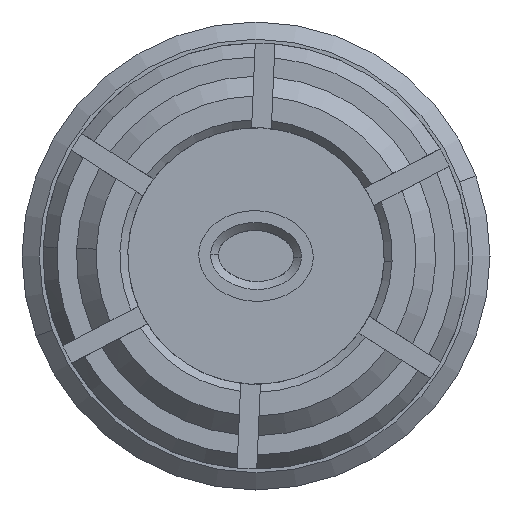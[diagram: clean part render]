
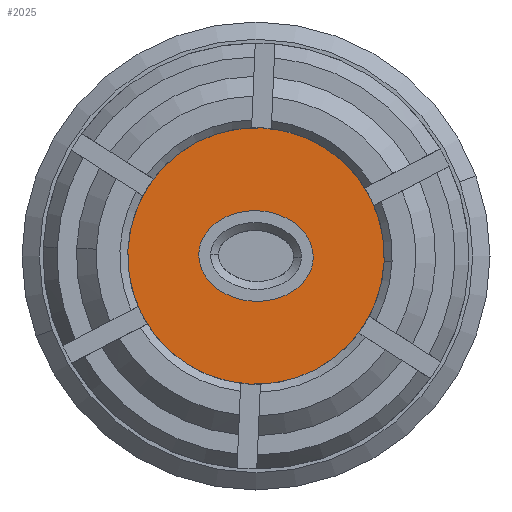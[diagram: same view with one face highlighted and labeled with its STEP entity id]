
A CAD part, left-side view. The second image highlights one B-rep face of the part: STEP entity #2025.
In plain terms, the highlighted planar face has unit normal (-1, 0, 0).
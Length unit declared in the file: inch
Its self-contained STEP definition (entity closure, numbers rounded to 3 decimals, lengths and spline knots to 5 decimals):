
#50 = VERTEX_POINT ( 'NONE', #3935 ) ;
#250 = CARTESIAN_POINT ( 'NONE',  ( 0.08721, -0.01449, -0.00062 ) ) ;
#282 = VERTEX_POINT ( 'NONE', #3914 ) ;
#457 = EDGE_CURVE ( 'NONE', #50, #3442, #2489, .T. ) ;
#746 = CARTESIAN_POINT ( 'NONE',  ( 0.08721, 0.01547, -0.02236 ) ) ;
#772 = DIRECTION ( 'NONE',  ( 0., -0.94, 0.342 ) ) ;
#805 = CARTESIAN_POINT ( 'NONE',  ( 0.08721, 0., 0. ) ) ;
#1174 = ORIENTED_EDGE ( 'NONE', *, *, #2700, .F. ) ;
#1411 = ORIENTED_EDGE ( 'NONE', *, *, #3082, .F. ) ;
#1496 = CARTESIAN_POINT ( 'NONE',  ( 0.08721, 0., 0. ) ) ;
#1498 = EDGE_LOOP ( 'NONE', ( #1411, #1174 ) ) ;
#1570 = FACE_BOUND ( 'NONE', #1498, .T. ) ;
#1695 = VERTEX_POINT ( 'NONE', #2813 ) ;
#1900 = AXIS2_PLACEMENT_3D ( 'NONE', #1496, #3985, #772 ) ;
#2007 = CARTESIAN_POINT ( 'NONE',  ( 0.08721, -0.01547, 0.02236 ) ) ;
#2025 = ADVANCED_FACE ( 'NONE', ( #1570, #3746 ), #4444, .T. ) ;
#2046 = CARTESIAN_POINT ( 'NONE',  ( 0.08721, 0.01449, 0.00062 ) ) ;
#2139 = ORIENTED_EDGE ( 'NONE', *, *, #3883, .F. ) ;
#2408 = ORIENTED_EDGE ( 'NONE', *, *, #457, .F. ) ;
#2489 = CIRCLE ( 'NONE', #1900, 0.0325 ) ;
#2602 =( BOUNDED_CURVE ( )  B_SPLINE_CURVE ( 3, ( #4307, #746, #2875, #4599 ),
 .UNSPECIFIED., .F., .T. ) 
 B_SPLINE_CURVE_WITH_KNOTS ( ( 4, 4 ),
 ( 0., 0.00104 ),
 .UNSPECIFIED. ) 
 CURVE ( )  GEOMETRIC_REPRESENTATION_ITEM ( )  RATIONAL_B_SPLINE_CURVE ( ( 1., 0.333, 0.333, 1. ) ) 
 REPRESENTATION_ITEM ( '' )  );
#2647 = DIRECTION ( 'NONE',  ( 0., 0.94, -0.342 ) ) ;
#2700 = EDGE_CURVE ( 'NONE', #1695, #282, #2602, .T. ) ;
#2742 = DIRECTION ( 'NONE',  ( 0., -0.94, 0.342 ) ) ;
#2748 =( BOUNDED_CURVE ( )  B_SPLINE_CURVE ( 3, ( #250, #2007, #3148, #2046 ),
 .UNSPECIFIED., .F., .T. ) 
 B_SPLINE_CURVE_WITH_KNOTS ( ( 4, 4 ),
 ( 0., 0.00104 ),
 .UNSPECIFIED. ) 
 CURVE ( )  GEOMETRIC_REPRESENTATION_ITEM ( )  RATIONAL_B_SPLINE_CURVE ( ( 1., 0.333, 0.333, 1. ) ) 
 REPRESENTATION_ITEM ( '' )  );
#2813 = CARTESIAN_POINT ( 'NONE',  ( 0.08721, 0.01449, 0.00062 ) ) ;
#2875 = CARTESIAN_POINT ( 'NONE',  ( 0.08721, -0.0135, -0.0236 ) ) ;
#3082 = EDGE_CURVE ( 'NONE', #282, #1695, #2748, .T. ) ;
#3144 = CARTESIAN_POINT ( 'NONE',  ( 0.08721, 0.03247, 0.00139 ) ) ;
#3148 = CARTESIAN_POINT ( 'NONE',  ( 0.08721, 0.0135, 0.0236 ) ) ;
#3330 = AXIS2_PLACEMENT_3D ( 'NONE', #4421, #3699, #2647 ) ;
#3442 = VERTEX_POINT ( 'NONE', #3144 ) ;
#3699 = DIRECTION ( 'NONE',  ( -1., 0., 0. ) ) ;
#3746 = FACE_OUTER_BOUND ( 'NONE', #4266, .T. ) ;
#3883 = EDGE_CURVE ( 'NONE', #3442, #50, #4585, .T. ) ;
#3914 = CARTESIAN_POINT ( 'NONE',  ( 0.08721, -0.01449, -0.00062 ) ) ;
#3935 = CARTESIAN_POINT ( 'NONE',  ( 0.08721, -0.03247, -0.00139 ) ) ;
#3985 = DIRECTION ( 'NONE',  ( 1., 0., 0. ) ) ;
#4090 = DIRECTION ( 'NONE',  ( 1., 0., 0. ) ) ;
#4223 = AXIS2_PLACEMENT_3D ( 'NONE', #805, #4090, #2742 ) ;
#4266 = EDGE_LOOP ( 'NONE', ( #2408, #2139 ) ) ;
#4307 = CARTESIAN_POINT ( 'NONE',  ( 0.08721, 0.01449, 0.00062 ) ) ;
#4421 = CARTESIAN_POINT ( 'NONE',  ( 0.08721, 0., 0. ) ) ;
#4444 = PLANE ( 'NONE',  #3330 ) ;
#4585 = CIRCLE ( 'NONE', #4223, 0.0325 ) ;
#4599 = CARTESIAN_POINT ( 'NONE',  ( 0.08721, -0.01449, -0.00062 ) ) ;
